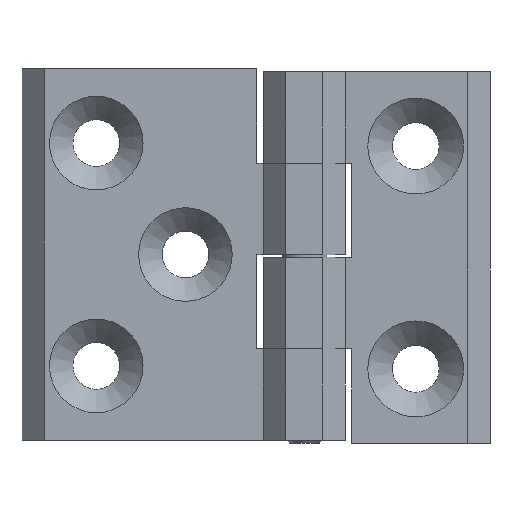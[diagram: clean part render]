
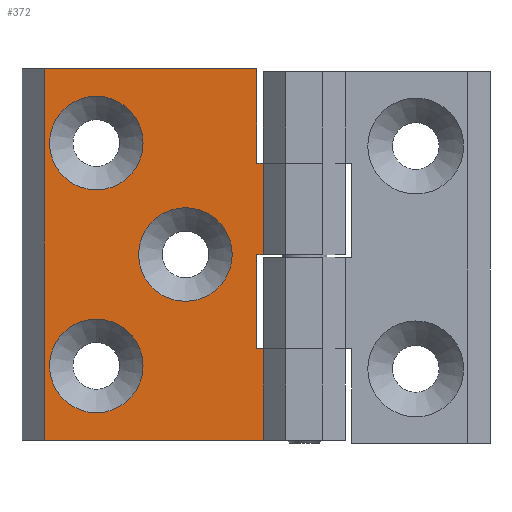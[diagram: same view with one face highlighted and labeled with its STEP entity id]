
A CAD part, front view. The second image highlights one B-rep face of the part: STEP entity #372.
In plain terms, the highlighted planar face has unit normal (0, -1, 0).
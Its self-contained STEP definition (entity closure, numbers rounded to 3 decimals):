
#372=ADVANCED_FACE('',(#864,#865,#866,#867),#868,.F.);
#864=FACE_BOUND('',#1437,.T.);
#865=FACE_BOUND('',#1438,.T.);
#866=FACE_BOUND('',#1439,.T.);
#867=FACE_OUTER_BOUND('',#1440,.T.);
#868=PLANE('',#1441);
#1437=EDGE_LOOP('',(#3360));
#1438=EDGE_LOOP('',(#3361));
#1439=EDGE_LOOP('',(#3362));
#1440=EDGE_LOOP('',(#3363,#3364,#3365,#3366,#3367,#3368,#3369,#3370,#3371,#3372));
#1441=AXIS2_PLACEMENT_3D('',#3373,#3374,#3375);
#3360=ORIENTED_EDGE('',*,*,#4400,.T.);
#3361=ORIENTED_EDGE('',*,*,#4401,.T.);
#3362=ORIENTED_EDGE('',*,*,#4402,.T.);
#3363=ORIENTED_EDGE('',*,*,#4360,.T.);
#3364=ORIENTED_EDGE('',*,*,#4346,.T.);
#3365=ORIENTED_EDGE('',*,*,#4378,.F.);
#3366=ORIENTED_EDGE('',*,*,#4403,.F.);
#3367=ORIENTED_EDGE('',*,*,#4351,.T.);
#3368=ORIENTED_EDGE('',*,*,#4342,.T.);
#3369=ORIENTED_EDGE('',*,*,#4384,.F.);
#3370=ORIENTED_EDGE('',*,*,#4398,.T.);
#3371=ORIENTED_EDGE('',*,*,#4395,.T.);
#3372=ORIENTED_EDGE('',*,*,#4404,.F.);
#3373=CARTESIAN_POINT('',(-35.,0.,0.6));
#3374=DIRECTION('',(0.,1.0,0.));
#3375=DIRECTION('',(-1.0,0.,0.));
#4342=EDGE_CURVE('',#5388,#5386,#5389,.F.);
#4346=EDGE_CURVE('',#5396,#5394,#5397,.F.);
#4351=EDGE_CURVE('',#5405,#5388,#5406,.T.);
#4360=EDGE_CURVE('',#5422,#5396,#5423,.T.);
#4378=EDGE_CURVE('',#5455,#5394,#5457,.T.);
#4384=EDGE_CURVE('',#5466,#5386,#5468,.T.);
#4395=EDGE_CURVE('',#5489,#5487,#5490,.T.);
#4398=EDGE_CURVE('',#5466,#5489,#5494,.T.);
#4400=EDGE_CURVE('',#5496,#5496,#5497,.T.);
#4401=EDGE_CURVE('',#5498,#5498,#5499,.T.);
#4402=EDGE_CURVE('',#5500,#5500,#5501,.T.);
#4403=EDGE_CURVE('',#5405,#5455,#5502,.T.);
#4404=EDGE_CURVE('',#5422,#5487,#5503,.T.);
#5386=VERTEX_POINT('',#7093);
#5388=VERTEX_POINT('',#7096);
#5389=LINE('',#7097,#7098);
#5394=VERTEX_POINT('',#7105);
#5396=VERTEX_POINT('',#7108);
#5397=LINE('',#7109,#7110);
#5405=VERTEX_POINT('',#7121);
#5406=LINE('',#7122,#7123);
#5422=VERTEX_POINT('',#7145);
#5423=LINE('',#7146,#7147);
#5455=VERTEX_POINT('',#7189);
#5457=LINE('',#7192,#7193);
#5466=VERTEX_POINT('',#7205);
#5468=LINE('',#7208,#7209);
#5487=VERTEX_POINT('',#7235);
#5489=VERTEX_POINT('',#7238);
#5490=LINE('',#7239,#7240);
#5494=LINE('',#7246,#7247);
#5496=VERTEX_POINT('',#7250);
#5497=CIRCLE('',#7251,6.3);
#5498=VERTEX_POINT('',#7252);
#5499=CIRCLE('',#7253,6.3);
#5500=VERTEX_POINT('',#7254);
#5501=CIRCLE('',#7255,6.3);
#5502=LINE('',#7256,#7257);
#5503=LINE('',#7258,#7259);
#7093=CARTESIAN_POINT('',(-6.4,0.,0.6));
#7096=CARTESIAN_POINT('',(-6.4,0.,-12.1));
#7097=CARTESIAN_POINT('',(-6.4,0.,0.6));
#7098=VECTOR('',#8276,1.0);
#7105=CARTESIAN_POINT('',(-6.4,0.,-24.4));
#7108=CARTESIAN_POINT('',(-6.4,0.,-37.1));
#7109=CARTESIAN_POINT('',(-6.4,0.,-24.4));
#7110=VECTOR('',#8280,1.0);
#7121=CARTESIAN_POINT('',(-5.5,0.,-12.1));
#7122=CARTESIAN_POINT('',(-5.5,0.,-12.1));
#7123=VECTOR('',#8287,1.0);
#7145=CARTESIAN_POINT('',(-5.5,0.,-37.1));
#7146=CARTESIAN_POINT('',(-5.5,0.,-37.1));
#7147=VECTOR('',#8300,1.0);
#7189=CARTESIAN_POINT('',(-5.5,0.,-24.4));
#7192=CARTESIAN_POINT('',(-35.,0.,-24.4));
#7193=VECTOR('',#8330,1.0);
#7205=CARTESIAN_POINT('',(-35.,0.,0.6));
#7208=CARTESIAN_POINT('',(-35.,0.,0.6));
#7209=VECTOR('',#8338,1.0);
#7235=CARTESIAN_POINT('',(-5.5,0.,-49.4));
#7238=CARTESIAN_POINT('',(-35.,0.,-49.4));
#7239=CARTESIAN_POINT('',(-35.,0.,-49.4));
#7240=VECTOR('',#8353,1.0);
#7246=CARTESIAN_POINT('',(-35.,0.,0.6));
#7247=VECTOR('',#8356,1.0);
#7250=CARTESIAN_POINT('',(-16.,0.,-18.1));
#7251=AXIS2_PLACEMENT_3D('',#8358,#8359,#8360);
#7252=CARTESIAN_POINT('',(-28.,0.,-33.1));
#7253=AXIS2_PLACEMENT_3D('',#8361,#8362,#8363);
#7254=CARTESIAN_POINT('',(-28.,0.,-3.1));
#7255=AXIS2_PLACEMENT_3D('',#8364,#8365,#8366);
#7256=CARTESIAN_POINT('',(-5.5,0.,0.6));
#7257=VECTOR('',#8367,1.0);
#7258=CARTESIAN_POINT('',(-5.5,0.,0.6));
#7259=VECTOR('',#8368,1.0);
#8276=DIRECTION('',(0.,0.,-1.0));
#8280=DIRECTION('',(0.,0.,-1.0));
#8287=DIRECTION('',(-1.0,0.,0.));
#8300=DIRECTION('',(-1.0,0.,0.));
#8330=DIRECTION('',(-1.0,0.,0.));
#8338=DIRECTION('',(1.0,0.,0.));
#8353=DIRECTION('',(1.0,0.,0.));
#8356=DIRECTION('',(0.,0.,-1.0));
#8358=CARTESIAN_POINT('',(-16.,0.,-24.4));
#8359=DIRECTION('',(0.,1.0,0.));
#8360=DIRECTION('',(0.,0.,1.0));
#8361=CARTESIAN_POINT('',(-28.,0.,-39.4));
#8362=DIRECTION('',(0.,1.0,0.));
#8363=DIRECTION('',(0.,0.,1.0));
#8364=CARTESIAN_POINT('',(-28.,0.,-9.4));
#8365=DIRECTION('',(0.,1.0,0.));
#8366=DIRECTION('',(0.,0.,1.0));
#8367=DIRECTION('',(0.,0.,-1.0));
#8368=DIRECTION('',(0.,0.,-1.0));
